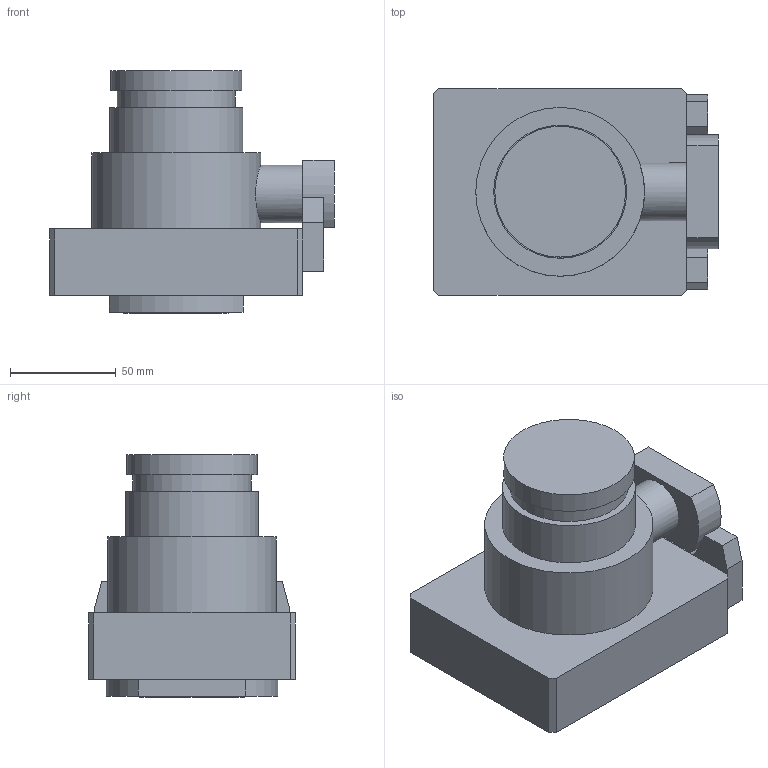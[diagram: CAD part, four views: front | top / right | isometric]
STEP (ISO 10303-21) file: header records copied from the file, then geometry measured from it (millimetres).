
FILE_DESCRIPTION(/* description */ (''),/* implementation_level */ '2;1');
FILE_NAME(/* name */ '1522908512138.stp',/* time_stamp */ '2018-04-05T08:08:46+02:00',/* author */ (''),/* organization */ ('SMS'),/* preprocessor_version */ 'ST-DEVELOPER v15',/* originating_system */ 'SIEMENS PLM Software NX 8.5',/* authorisation */ '');
FILE_SCHEMA (('AUTOMOTIVE_DESIGN { 1 0 10303 214 3 1 1 1 }'));
Length unit declared in the file: millimetre
Products named in the file (1): MOD000000000000000020083667100000
Bounding box: 135 x 98 x 115 mm (x, y, z)
Volume: 735521.9 mm3; surface area: 69885 mm2
Topology: 1 solids, 1 shells, 54 faces, 131 edges, 89 vertices
Faces by surface type: plane 39, cylinder 14, bspline 1
Full cylindrical faces by diameter (mm): 3 x1, 27.4 x1, 39.2 x1, 50 x1, 56 x1, 62 x1, 63.04 x1, 80 x1
Entity records: 1743 total; most frequent: CARTESIAN_POINT 490, DIRECTION 248, ORIENTED_EDGE 230, EDGE_CURVE 115, AXIS2_PLACEMENT_3D 85, VERTEX_POINT 83, LINE 78, VECTOR 78
